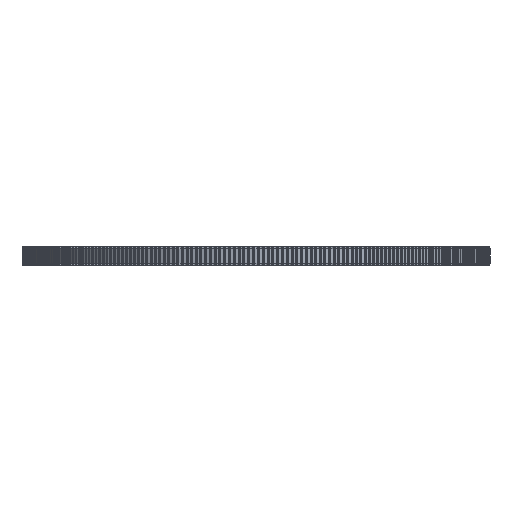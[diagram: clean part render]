
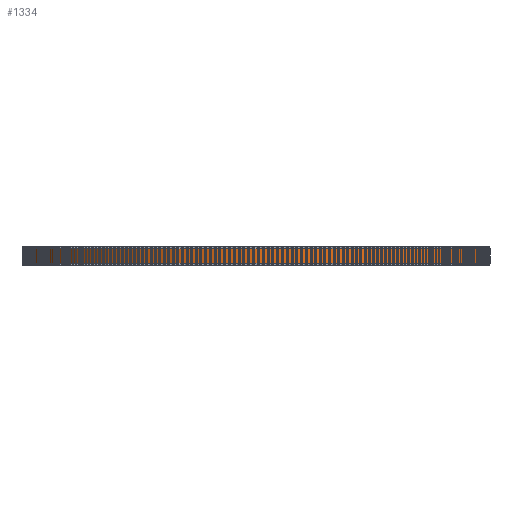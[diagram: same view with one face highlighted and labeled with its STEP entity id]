
A CAD part, front view. The second image highlights one B-rep face of the part: STEP entity #1334.
In plain terms, the highlighted cylindrical face has radius 96.448 mm (diameter 192.896 mm), a full revolution.
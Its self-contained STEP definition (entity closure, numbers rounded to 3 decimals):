
#97=FACE_BOUND('',#4976,.T.);
#98=FACE_BOUND('',#4977,.T.);
#1334=ADVANCED_FACE('',(#97,#98),#2547,.T.);
#2547=CYLINDRICAL_SURFACE('',#26807,96.448);
#4976=EDGE_LOOP('',(#14674));
#4977=EDGE_LOOP('',(#14675));
#14674=ORIENTED_EDGE('',*,*,#20738,.T.);
#14675=ORIENTED_EDGE('',*,*,#20739,.T.);
#17100=VERTEX_POINT('',#42580);
#17101=VERTEX_POINT('',#42582);
#20738=EDGE_CURVE('',#17100,#17100,#23164,.T.);
#20739=EDGE_CURVE('',#17101,#17101,#23165,.T.);
#23164=CIRCLE('',#26805,96.448);
#23165=CIRCLE('',#26806,96.448);
#26805=AXIS2_PLACEMENT_3D('',#42579,#35298,#35299);
#26806=AXIS2_PLACEMENT_3D('',#42581,#35300,#35301);
#26807=AXIS2_PLACEMENT_3D('',#42583,#35302,#35303);
#35298=DIRECTION('',(0.,0.,1.));
#35299=DIRECTION('',(1.,0.,0.));
#35300=DIRECTION('',(0.,0.,-1.));
#35301=DIRECTION('',(1.,0.,0.));
#35302=DIRECTION('',(0.,0.,1.));
#35303=DIRECTION('',(1.,0.,0.));
#42579=CARTESIAN_POINT('',(0.,0.,1.));
#42580=CARTESIAN_POINT('',(96.448,0.,1.));
#42581=CARTESIAN_POINT('',(0.,0.,7.));
#42582=CARTESIAN_POINT('',(96.448,0.,7.));
#42583=CARTESIAN_POINT('',(0.,0.,1.));
